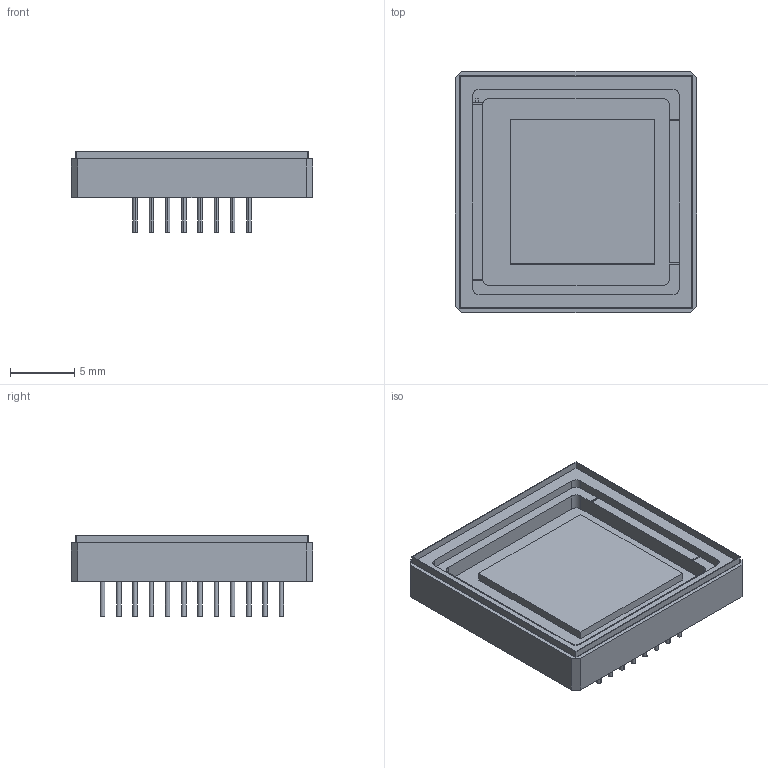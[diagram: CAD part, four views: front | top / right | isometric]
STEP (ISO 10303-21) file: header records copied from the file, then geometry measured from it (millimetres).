
FILE_DESCRIPTION((''),'2;1');
FILE_NAME('CMOSIS_CMV4000.stp','2012-09-17T15:40:02',(''),(''),'Mechanical Desktop 2011','Mechanical Desktop 2011',', , ');
FILE_SCHEMA(('AUTOMOTIVE_DESIGN { 1 2 10303 214 1 1 1 1 }'));
Length unit declared in the file: millimetre
Products named in the file (1): Product
Bounding box: 18.84 x 18.84 x 6.28 mm (x, y, z)
Volume: 737.1 mm3; surface area: 1984.2 mm2
Topology: 104 solids, 104 shells, 748 faces, 1332 edges, 888 vertices
Faces by surface type: cylinder 392, plane 356
Entity records: 18451 total; most frequent: DIRECTION 3614, CARTESIAN_POINT 2969, ORIENTED_EDGE 2664, AXIS2_PLACEMENT_3D 1533, EDGE_CURVE 1332, VERTEX_POINT 888, EDGE_LOOP 848, CIRCLE 784
